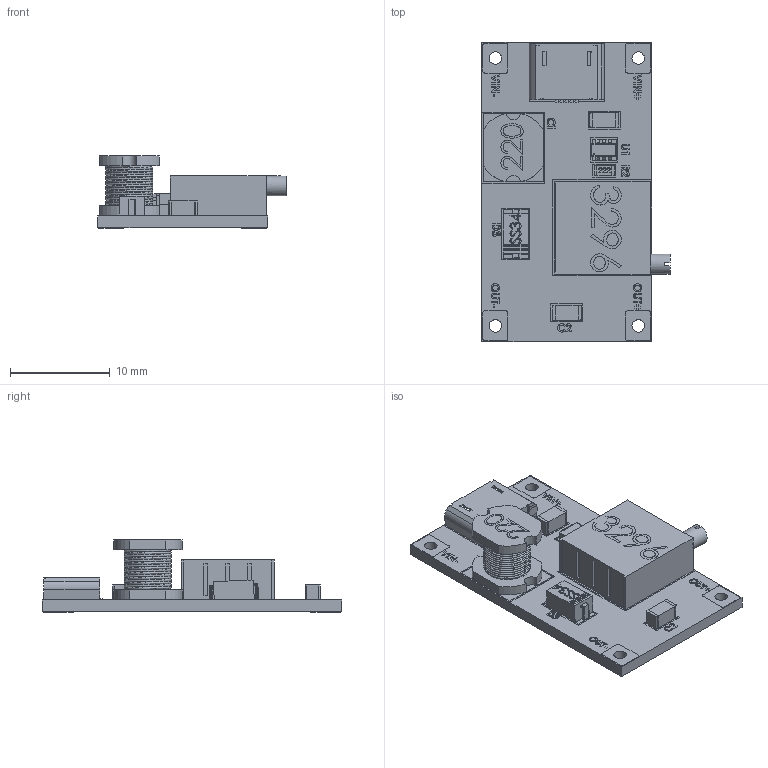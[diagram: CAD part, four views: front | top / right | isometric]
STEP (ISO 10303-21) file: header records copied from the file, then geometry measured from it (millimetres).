
FILE_DESCRIPTION(('STEP AP242'), '1');
FILE_NAME('MT3608', '', ('UNSPECIFIED'), ('UNSPECIFIED'), 'C3D Converter', 'C3D Toolkit', '');
FILE_SCHEMA(('AP242_MANAGED_MODEL_BASED_3D_ENGINEERING_MIM_LF { 1 0 10303 442 1 1 4 }'));
Length unit declared in the file: millimetre
Products named in the file (1): (Unsaved)
Bounding box: 18.85 x 30 x 7.21 mm (x, y, z)
Volume: 1157 mm3; surface area: 2131.8 mm2
Topology: 16 solids, 16 shells, 715 faces, 2025 edges, 1418 vertices
Faces by surface type: plane 542, cylinder 162, sphere 8, cone 2, bspline 1
Full cylindrical faces by diameter (mm): 0.1 x1, 1.25 x4, 2 x1
Entity records: 40405 total; most frequent: CARTESIAN_POINT 16089, ORIENTED_EDGE 4024, DIRECTION 3434, EDGE_CURVE 2012, LINE 1512, VECTOR 1512, VERTEX_POINT 1418, AXIS2_PLACEMENT_3D 961
